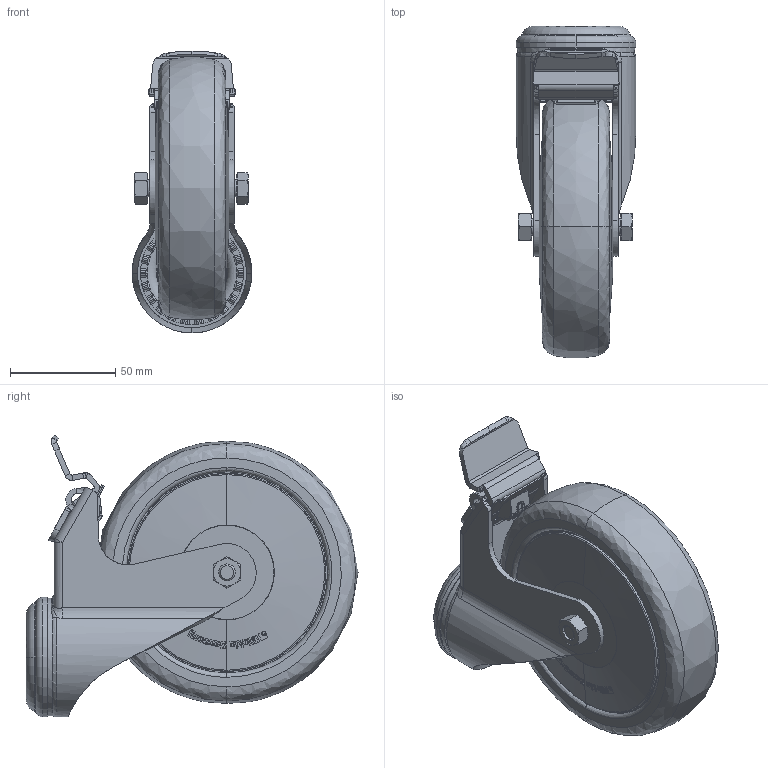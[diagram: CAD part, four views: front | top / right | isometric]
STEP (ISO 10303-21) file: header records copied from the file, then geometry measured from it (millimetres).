
FILE_DESCRIPTION (( 'STEP AP214' ), '1' );
FILE_NAME ('Accessories for aluminium profiles098S125TDN.step', '2017-05-15T07:12:29', ( '' ), ( '' ), 'SwSTEP 2.0', 'SolidWorks 2017', '' );
FILE_SCHEMA (( 'AUTOMOTIVE_DESIGN' ));
Length unit declared in the file: millimetre
Products named in the file (5): 4DIN934M08M; 098S___D a.Tab_098S125D; Accessories for aluminium profiles098S125TDN; TPA_126_8K-FK_228932-214_selction no pls; 4DIN931M08048MS01
Assembly tree (4 placements, depth 2):
  Accessories for aluminium profiles098S125TDN
    098S___D a.Tab_098S125D
    4DIN934M08M
    4DIN931M08048MS01
    TPA_126_8K-FK_228932-214_selction no pls
Bounding box: 57 x 157.96 x 134.11 mm (x, y, z)
Volume: 462842.7 mm3; surface area: 78944.3 mm2
Topology: 4 solids, 4 shells, 2022 faces, 5307 edges, 3377 vertices
Faces by surface type: plane 888, bspline 482, cylinder 394, torus 150, cone 104, sphere 4
Entity records: 98723 total; most frequent: CARTESIAN_POINT 48663, ORIENTED_EDGE 10598, DIRECTION 6809, EDGE_CURVE 5299, VERTEX_POINT 3377, VECTOR 2391, LINE 2391, AXIS2_PLACEMENT_3D 2209
